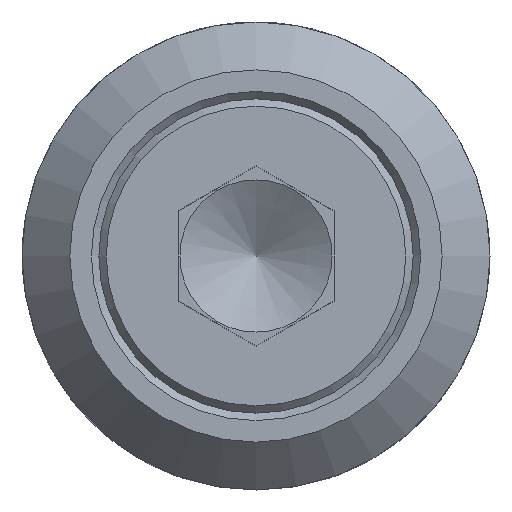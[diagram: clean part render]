
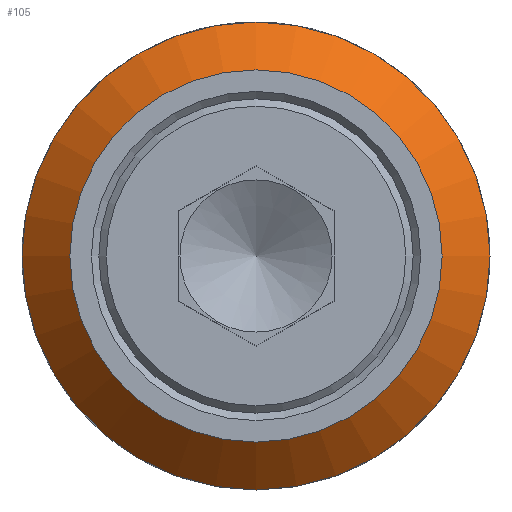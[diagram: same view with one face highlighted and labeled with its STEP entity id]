
A CAD part, front view. The second image highlights one B-rep face of the part: STEP entity #105.
In plain terms, the highlighted conical face has half-angle 45 degrees and reference radius 3 mm.
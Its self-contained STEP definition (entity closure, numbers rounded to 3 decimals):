
#105 = ADVANCED_FACE( '', ( #239, #240 ), #241, .T. );
#239 = FACE_BOUND( '', #402, .T. );
#240 = FACE_OUTER_BOUND( '', #403, .T. );
#241 = CONICAL_SURFACE( '', #404, 3., 0.785 );
#402 = EDGE_LOOP( '', ( #640 ) );
#403 = EDGE_LOOP( '', ( #641 ) );
#404 = AXIS2_PLACEMENT_3D( '', #642, #643, #644 );
#640 = ORIENTED_EDGE( '', *, *, #876, .F. );
#641 = ORIENTED_EDGE( '', *, *, #898, .T. );
#642 = CARTESIAN_POINT( '', ( 0., 0.614, 0. ) );
#643 = DIRECTION( '', ( 0., 1., 0. ) );
#644 = DIRECTION( '', ( 0., 0., 1. ) );
#876 = EDGE_CURVE( '', #1029, #1029, #1030, .T. );
#898 = EDGE_CURVE( '', #1064, #1064, #1065, .T. );
#1029 = VERTEX_POINT( '', #1239 );
#1030 = CIRCLE( '', #1240, 2.387 );
#1064 = VERTEX_POINT( '', #1287 );
#1065 = CIRCLE( '', #1288, 3. );
#1239 = CARTESIAN_POINT( '', ( 0., 0., -2.387 ) );
#1240 = AXIS2_PLACEMENT_3D( '', #1435, #1436, #1437 );
#1287 = CARTESIAN_POINT( '', ( 0., 0.614, -3. ) );
#1288 = AXIS2_PLACEMENT_3D( '', #1460, #1461, #1462 );
#1435 = CARTESIAN_POINT( '', ( 0., 0., 0. ) );
#1436 = DIRECTION( '', ( 0., -1., 0. ) );
#1437 = DIRECTION( '', ( 0., 0., -1. ) );
#1460 = CARTESIAN_POINT( '', ( 0., 0.614, 0. ) );
#1461 = DIRECTION( '', ( 0., -1., 0. ) );
#1462 = DIRECTION( '', ( 0., 0., -1. ) );
